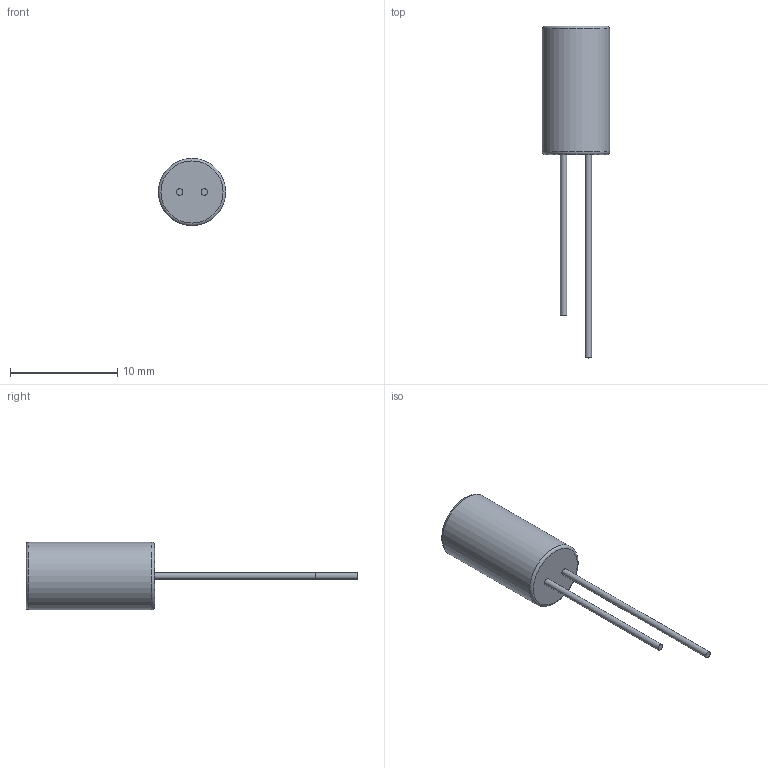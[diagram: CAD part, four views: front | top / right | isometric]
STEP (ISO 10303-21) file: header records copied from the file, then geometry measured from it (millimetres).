
FILE_DESCRIPTION(/* description */ (''),/* implementation_level */ '2;1');
FILE_NAME(/* name */ 'SCCQ12E105PRB.step',/* time_stamp */ '2021-12-28T10:52:42+13:00',/* author */ (''),/* organization */ (''),/* preprocessor_version */ 'ST-DEVELOPER v18.1',/* originating_system */ 'Autodesk Translation Framework v10.10.0.1391',/* authorisation */ '');
FILE_SCHEMA (('AUTOMOTIVE_DESIGN { 1 0 10303 214 3 1 1 }'));
Length unit declared in the file: millimetre
Products named in the file (1): (Unsaved)
Bounding box: 6.3 x 31 x 6.3 mm (x, y, z)
Volume: 383.2 mm3; surface area: 360.2 mm2
Topology: 2 solids, 2 shells, 10 faces, 15 edges, 10 vertices
Faces by surface type: plane 5, cylinder 3, torus 2
Full cylindrical faces by diameter (mm): 0.6 x2, 6.3 x1
Entity records: 272 total; most frequent: DIRECTION 49, CARTESIAN_POINT 36, ORIENTED_EDGE 30, AXIS2_PLACEMENT_3D 23, EDGE_CURVE 15, CIRCLE 12, EDGE_LOOP 11, FACE_OUTER_BOUND 10
